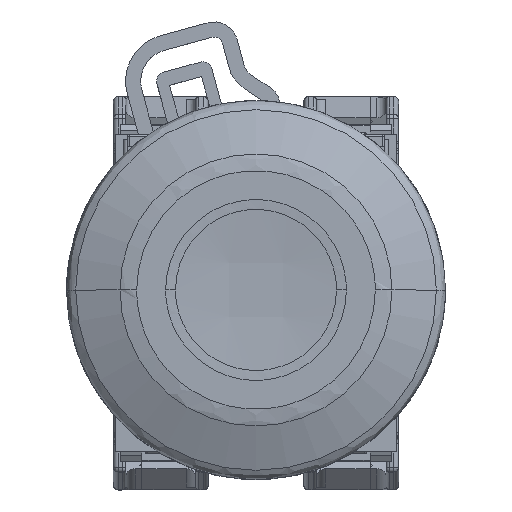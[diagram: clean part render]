
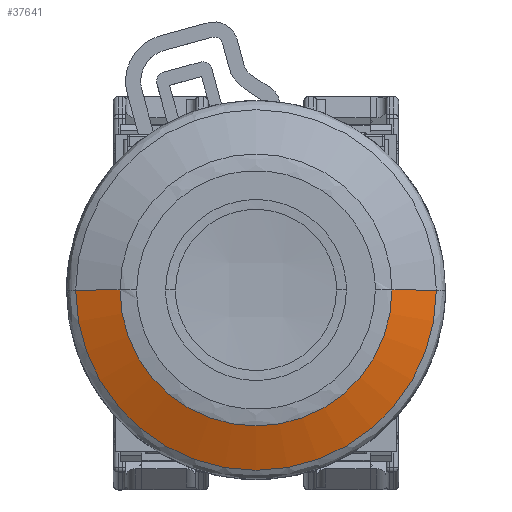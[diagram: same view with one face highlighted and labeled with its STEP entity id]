
A CAD part, top view. The second image highlights one B-rep face of the part: STEP entity #37641.
In plain terms, the highlighted conical face has half-angle 69.347 degrees and reference radius 19.029 mm.
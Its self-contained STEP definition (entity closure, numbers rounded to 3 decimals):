
#867 = LINE ( 'NONE', #58669, #190551 ) ;
#1859 = VERTEX_POINT ( 'NONE', #169952 ) ;
#21703 = CARTESIAN_POINT ( 'NONE',  ( -2.833, 46.558, 87.66 ) ) ;
#27774 = VERTEX_POINT ( 'NONE', #90604 ) ;
#36568 = DIRECTION ( 'NONE',  ( 1., 0., 0. ) ) ;
#37641 = ADVANCED_FACE ( 'NONE', ( #141180 ), #128759, .T. ) ;
#46507 = CARTESIAN_POINT ( 'NONE',  ( 25.872, 46.558, 87.66 ) ) ;
#49842 = DIRECTION ( 'NONE',  ( 1., 0., 0. ) ) ;
#50186 = AXIS2_PLACEMENT_3D ( 'NONE', #142443, #123650, #187764 ) ;
#52519 = AXIS2_PLACEMENT_3D ( 'NONE', #82632, #116115, #49842 ) ;
#52611 = DIRECTION ( 'NONE',  ( 0.936, 0., -0.353 ) ) ;
#57726 = ORIENTED_EDGE ( 'NONE', *, *, #85060, .F. ) ;
#58095 = CIRCLE ( 'NONE', #164692, 14.352 ) ;
#58669 = CARTESIAN_POINT ( 'NONE',  ( -7.51, 46.558, 85.898 ) ) ;
#60728 = CIRCLE ( 'NONE', #50186, 19.029 ) ;
#67936 = EDGE_CURVE ( 'NONE', #137612, #175580, #58095, .T. ) ;
#74697 = DIRECTION ( 'NONE',  ( -0.936, 0., -0.353 ) ) ;
#79170 = EDGE_CURVE ( 'NONE', #175580, #27774, #867, .T. ) ;
#82632 = CARTESIAN_POINT ( 'NONE',  ( 11.519, 46.558, 85.898 ) ) ;
#85060 = EDGE_CURVE ( 'NONE', #1859, #27774, #60728, .T. ) ;
#90447 = EDGE_LOOP ( 'NONE', ( #117129, #107286, #57726, #152453 ) ) ;
#90604 = CARTESIAN_POINT ( 'NONE',  ( -7.51, 46.558, 85.898 ) ) ;
#95317 = EDGE_CURVE ( 'NONE', #137612, #1859, #153183, .T. ) ;
#107286 = ORIENTED_EDGE ( 'NONE', *, *, #79170, .T. ) ;
#116113 = CARTESIAN_POINT ( 'NONE',  ( 11.519, 46.558, 87.66 ) ) ;
#116115 = DIRECTION ( 'NONE',  ( 0., 0., -1. ) ) ;
#117129 = ORIENTED_EDGE ( 'NONE', *, *, #67936, .T. ) ;
#123650 = DIRECTION ( 'NONE',  ( 0., 0., -1. ) ) ;
#128759 = CONICAL_SURFACE ( 'NONE', #52519, 19.029, 1.21 ) ;
#131014 = VECTOR ( 'NONE', #52611, 1000. ) ;
#132137 = DIRECTION ( 'NONE',  ( 0., 0., -1. ) ) ;
#137612 = VERTEX_POINT ( 'NONE', #46507 ) ;
#141180 = FACE_OUTER_BOUND ( 'NONE', #90447, .T. ) ;
#142443 = CARTESIAN_POINT ( 'NONE',  ( 11.519, 46.558, 85.898 ) ) ;
#148112 = CARTESIAN_POINT ( 'NONE',  ( 30.548, 46.558, 85.898 ) ) ;
#152453 = ORIENTED_EDGE ( 'NONE', *, *, #95317, .F. ) ;
#153183 = LINE ( 'NONE', #148112, #131014 ) ;
#164692 = AXIS2_PLACEMENT_3D ( 'NONE', #116113, #132137, #36568 ) ;
#169952 = CARTESIAN_POINT ( 'NONE',  ( 30.548, 46.558, 85.898 ) ) ;
#175580 = VERTEX_POINT ( 'NONE', #21703 ) ;
#187764 = DIRECTION ( 'NONE',  ( 1., 0., 0. ) ) ;
#190551 = VECTOR ( 'NONE', #74697, 1000. ) ;
